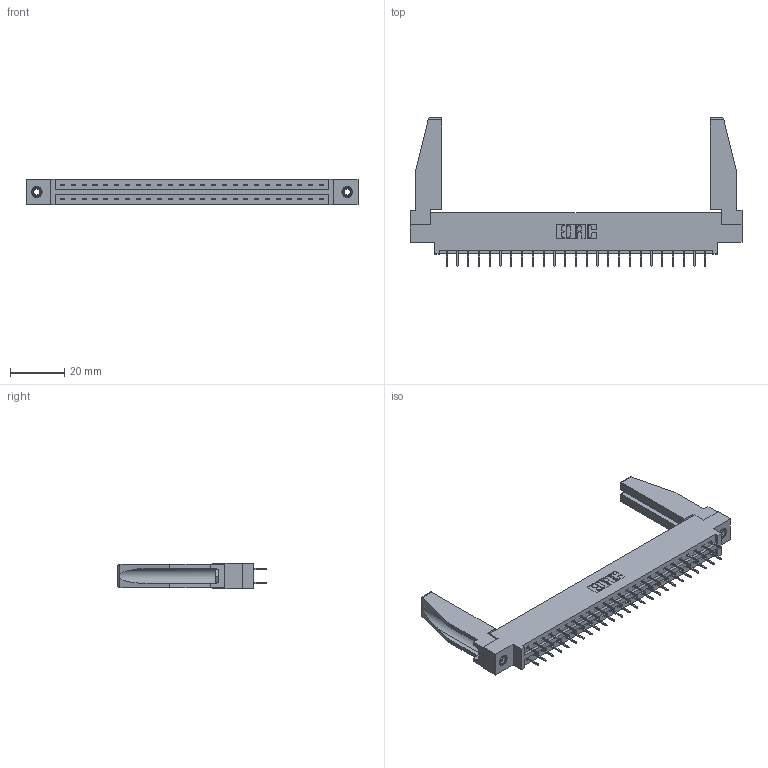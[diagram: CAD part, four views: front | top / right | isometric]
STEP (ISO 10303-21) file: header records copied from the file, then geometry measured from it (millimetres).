
FILE_DESCRIPTION (( 'STEP AP203' ), '1' );
FILE_NAME ('337-050-524-878.STEP', '2019-10-11T17:30:49', ( '' ), ( '' ), 'SwSTEP 2.0', 'SolidWorks 2016', '' );
FILE_SCHEMA (( 'CONFIG_CONTROL_DESIGN' ));
Length unit declared in the file: inch
Products named in the file (5): 337-050-524-878; 345-250-001_345-250-001-102; 307-220-078; 337 Part_0.170 Offset - 0.156 Dia-TI; 345-292-001_345-293-124
Assembly tree (55 placements, depth 2):
  337-050-524-878
    337 Part_0.170 Offset - 0.156 Dia-TI
    345-292-001_345-293-124  x50
    345-250-001_345-250-001-102  x2
    307-220-078  x2
Bounding box: 122.07 x 54.49 x 9.4 mm (x, y, z)
Volume: 16438.8 mm3; surface area: 17608.5 mm2
Topology: 55 solids, 55 shells, 3148 faces, 8903 edges, 5726 vertices
Faces by surface type: plane 2358, cylinder 774, cone 12, torus 4
Entity records: 24228 total; most frequent: CARTESIAN_POINT 4096, ORIENTED_EDGE 3988, DIRECTION 3522, EDGE_CURVE 1994, LINE 1832, VECTOR 1832, VERTEX_POINT 1320, AXIS2_PLACEMENT_3D 845
